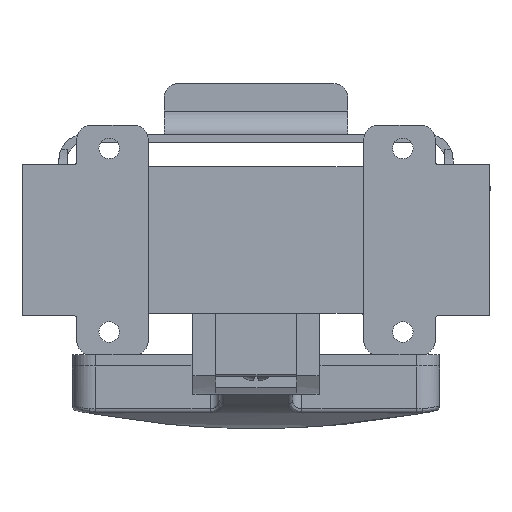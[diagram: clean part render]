
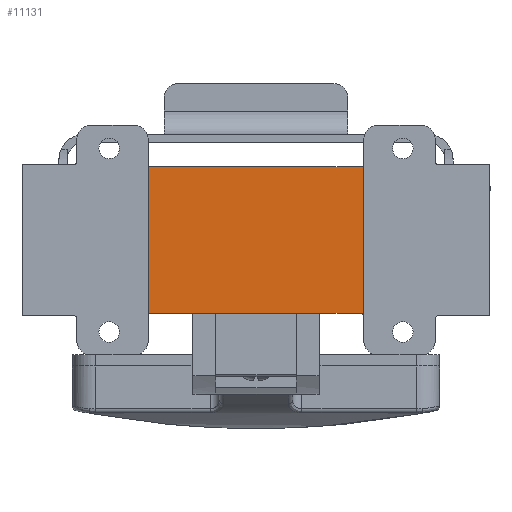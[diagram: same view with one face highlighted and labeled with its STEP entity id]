
A CAD part, front view. The second image highlights one B-rep face of the part: STEP entity #11131.
In plain terms, the highlighted planar face has unit normal (0, -1, 0).
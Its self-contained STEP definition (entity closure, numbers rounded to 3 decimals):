
#82 = CARTESIAN_POINT ( 'NONE',  ( 23.251, -56., 15.977 ) ) ;
#182 = CARTESIAN_POINT ( 'NONE',  ( -23., -56., -15.977 ) ) ;
#211 = CARTESIAN_POINT ( 'NONE',  ( -23.5, -56., 10. ) ) ;
#443 = DIRECTION ( 'NONE',  ( 0., 0., 1. ) ) ;
#745 = CARTESIAN_POINT ( 'NONE',  ( -23.5, -56., 16.478 ) ) ;
#1173 = DIRECTION ( 'NONE',  ( 1., 0., 0. ) ) ;
#1324 = EDGE_CURVE ( 'NONE', #4186, #6498, #18111, .T. ) ;
#1407 = ORIENTED_EDGE ( 'NONE', *, *, #8444, .T. ) ;
#1477 = DIRECTION ( 'NONE',  ( -1., 0., 0. ) ) ;
#2524 = EDGE_CURVE ( 'NONE', #14914, #7675, #12589, .T. ) ;
#2531 = LINE ( 'NONE', #3091, #14806 ) ;
#2755 = EDGE_CURVE ( 'NONE', #14914, #10751, #10728, .T. ) ;
#2793 = CARTESIAN_POINT ( 'NONE',  ( 35., -56., 15.977 ) ) ;
#2931 = CARTESIAN_POINT ( 'NONE',  ( 23.5, -56., -16.578 ) ) ;
#3091 = CARTESIAN_POINT ( 'NONE',  ( 35., -56., -15.977 ) ) ;
#3591 = VERTEX_POINT ( 'NONE', #11353 ) ;
#3662 = VECTOR ( 'NONE', #16439, 1000. ) ;
#3924 = LINE ( 'NONE', #2793, #8174 ) ;
#4186 = VERTEX_POINT ( 'NONE', #11387 ) ;
#4692 = ORIENTED_EDGE ( 'NONE', *, *, #10462, .F. ) ;
#4862 = CARTESIAN_POINT ( 'NONE',  ( 23.5, -56., 16.578 ) ) ;
#5533 = CARTESIAN_POINT ( 'NONE',  ( 23.5, -56., -16.226 ) ) ;
#5869 = ORIENTED_EDGE ( 'NONE', *, *, #19759, .T. ) ;
#6449 = CARTESIAN_POINT ( 'NONE',  ( -23., -56., 15.977 ) ) ;
#6498 = VERTEX_POINT ( 'NONE', #2931 ) ;
#7135 = CARTESIAN_POINT ( 'NONE',  ( 22.9, -56., -15.977 ) ) ;
#7512 = EDGE_CURVE ( 'NONE', #3591, #19946, #3924, .T. ) ;
#7675 = VERTEX_POINT ( 'NONE', #182 ) ;
#7761 = CARTESIAN_POINT ( 'NONE',  ( -23.5, -56., -16.185 ) ) ;
#7912 = LINE ( 'NONE', #14828, #3662 ) ;
#8036 = CARTESIAN_POINT ( 'NONE',  ( -23.5, -56., 16.478 ) ) ;
#8174 = VECTOR ( 'NONE', #1173, 1000. ) ;
#8444 = EDGE_CURVE ( 'NONE', #3591, #10751, #20603, .T. ) ;
#8738 = ORIENTED_EDGE ( 'NONE', *, *, #18823, .T. ) ;
#9364 = CARTESIAN_POINT ( 'NONE',  ( -23., -56., -15.977 ) ) ;
#10049 = DIRECTION ( 'NONE',  ( 0., 1., 0. ) ) ;
#10462 = EDGE_CURVE ( 'NONE', #4186, #7675, #2531, .T. ) ;
#10728 = LINE ( 'NONE', #211, #19255 ) ;
#10751 = VERTEX_POINT ( 'NONE', #745 ) ;
#10802 = EDGE_LOOP ( 'NONE', ( #11947, #17242, #4692, #16273, #8738, #5869, #14347, #1407 ) ) ;
#11131 = ADVANCED_FACE ( 'NONE', ( #11313 ), #11517, .F. ) ;
#11289 = CARTESIAN_POINT ( 'NONE',  ( 22.9, -56., 15.977 ) ) ;
#11313 = FACE_OUTER_BOUND ( 'NONE', #10802, .T. ) ;
#11353 = CARTESIAN_POINT ( 'NONE',  ( -23., -56., 15.977 ) ) ;
#11387 = CARTESIAN_POINT ( 'NONE',  ( 22.9, -56., -15.977 ) ) ;
#11419 = DIRECTION ( 'NONE',  ( 0., 0., 1. ) ) ;
#11443 = CARTESIAN_POINT ( 'NONE',  ( 23.5, -56., 16.578 ) ) ;
#11517 = PLANE ( 'NONE',  #15332 ) ;
#11947 = ORIENTED_EDGE ( 'NONE', *, *, #2755, .F. ) ;
#12102 = CARTESIAN_POINT ( 'NONE',  ( -23.5, -56., -16.478 ) ) ;
#12589 =( BOUNDED_CURVE ( )  B_SPLINE_CURVE ( 3, ( #18924, #7761, #17335, #9364 ),
 .UNSPECIFIED., .F., .T. ) 
 B_SPLINE_CURVE_WITH_KNOTS ( ( 4, 4 ),
 ( 4.712, 6.283 ),
 .UNSPECIFIED. ) 
 CURVE ( )  GEOMETRIC_REPRESENTATION_ITEM ( )  RATIONAL_B_SPLINE_CURVE ( ( 1., 0.805, 0.805, 1. ) ) 
 REPRESENTATION_ITEM ( '' )  );
#13915 = VERTEX_POINT ( 'NONE', #11443 ) ;
#14347 = ORIENTED_EDGE ( 'NONE', *, *, #7512, .F. ) ;
#14399 =( BOUNDED_CURVE ( )  B_SPLINE_CURVE ( 3, ( #4862, #14429, #82, #11289 ),
 .UNSPECIFIED., .F., .F. ) 
 B_SPLINE_CURVE_WITH_KNOTS ( ( 4, 4 ),
 ( 4.712, 6.283 ),
 .UNSPECIFIED. ) 
 CURVE ( )  GEOMETRIC_REPRESENTATION_ITEM ( )  RATIONAL_B_SPLINE_CURVE ( ( 1., 0.805, 0.805, 1. ) ) 
 REPRESENTATION_ITEM ( '' )  );
#14429 = CARTESIAN_POINT ( 'NONE',  ( 23.5, -56., 16.226 ) ) ;
#14806 = VECTOR ( 'NONE', #1477, 1000. ) ;
#14828 = CARTESIAN_POINT ( 'NONE',  ( 23.5, -56., 10. ) ) ;
#14914 = VERTEX_POINT ( 'NONE', #12102 ) ;
#15332 = AXIS2_PLACEMENT_3D ( 'NONE', #19598, #10049, #443 ) ;
#16009 = CARTESIAN_POINT ( 'NONE',  ( -23.293, -56., 15.977 ) ) ;
#16273 = ORIENTED_EDGE ( 'NONE', *, *, #1324, .T. ) ;
#16439 = DIRECTION ( 'NONE',  ( 0., 0., 1. ) ) ;
#17242 = ORIENTED_EDGE ( 'NONE', *, *, #2524, .T. ) ;
#17335 = CARTESIAN_POINT ( 'NONE',  ( -23.293, -56., -15.977 ) ) ;
#17610 = CARTESIAN_POINT ( 'NONE',  ( -23.5, -56., 16.185 ) ) ;
#18111 =( BOUNDED_CURVE ( )  B_SPLINE_CURVE ( 3, ( #7135, #19826, #5533, #18303 ),
 .UNSPECIFIED., .F., .F. ) 
 B_SPLINE_CURVE_WITH_KNOTS ( ( 4, 4 ),
 ( 3.142, 4.712 ),
 .UNSPECIFIED. ) 
 CURVE ( )  GEOMETRIC_REPRESENTATION_ITEM ( )  RATIONAL_B_SPLINE_CURVE ( ( 1., 0.805, 0.805, 1. ) ) 
 REPRESENTATION_ITEM ( '' )  );
#18303 = CARTESIAN_POINT ( 'NONE',  ( 23.5, -56., -16.578 ) ) ;
#18667 = CARTESIAN_POINT ( 'NONE',  ( 22.9, -56., 15.977 ) ) ;
#18823 = EDGE_CURVE ( 'NONE', #6498, #13915, #7912, .T. ) ;
#18924 = CARTESIAN_POINT ( 'NONE',  ( -23.5, -56., -16.478 ) ) ;
#19255 = VECTOR ( 'NONE', #11419, 1000. ) ;
#19598 = CARTESIAN_POINT ( 'NONE',  ( 35., -56., 10. ) ) ;
#19759 = EDGE_CURVE ( 'NONE', #13915, #19946, #14399, .T. ) ;
#19826 = CARTESIAN_POINT ( 'NONE',  ( 23.251, -56., -15.977 ) ) ;
#19946 = VERTEX_POINT ( 'NONE', #18667 ) ;
#20603 =( BOUNDED_CURVE ( )  B_SPLINE_CURVE ( 3, ( #6449, #16009, #17610, #8036 ),
 .UNSPECIFIED., .F., .F. ) 
 B_SPLINE_CURVE_WITH_KNOTS ( ( 4, 4 ),
 ( 3.142, 4.712 ),
 .UNSPECIFIED. ) 
 CURVE ( )  GEOMETRIC_REPRESENTATION_ITEM ( )  RATIONAL_B_SPLINE_CURVE ( ( 1., 0.805, 0.805, 1. ) ) 
 REPRESENTATION_ITEM ( '' )  );
